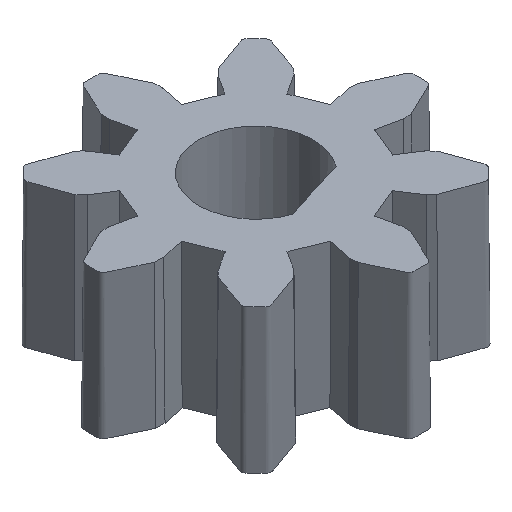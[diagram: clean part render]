
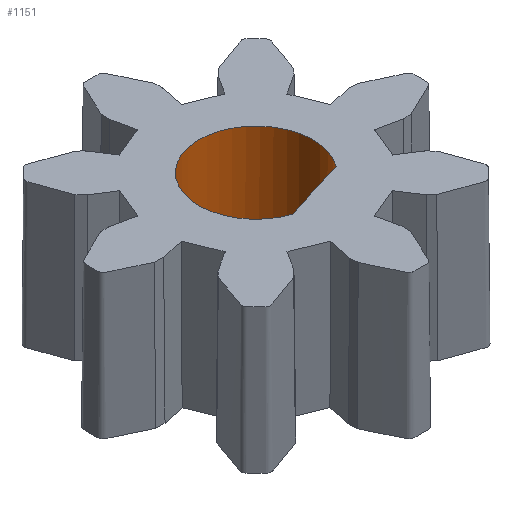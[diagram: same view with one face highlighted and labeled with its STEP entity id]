
A CAD part, isometric view. The second image highlights one B-rep face of the part: STEP entity #1151.
In plain terms, the highlighted cylindrical face has radius 2.393 mm (diameter 4.786 mm), a partial arc.
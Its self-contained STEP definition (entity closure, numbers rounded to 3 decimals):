
#304 = AXIS2_PLACEMENT_3D ( 'NONE', #2309, #2306, #2298 ) ;
#318 = VERTEX_POINT ( 'NONE', #922 ) ;
#319 = VERTEX_POINT ( 'NONE', #914 ) ;
#340 = EDGE_LOOP ( 'NONE', ( #1486, #1555, #1592, #1566, #886, #884 ) ) ;
#345 = DIRECTION ( 'NONE',  ( 0., 0., 1. ) ) ;
#349 = AXIS2_PLACEMENT_3D ( 'NONE', #1627, #1615, #1600 ) ;
#356 = CARTESIAN_POINT ( 'NONE',  ( -54.537, 8.694, -0.78 ) ) ;
#358 = CARTESIAN_POINT ( 'NONE',  ( -51.84, 9.53, -0.78 ) ) ;
#362 = DIRECTION ( 'NONE',  ( 0., 0., -1. ) ) ;
#435 = AXIS2_PLACEMENT_3D ( 'NONE', #2067, #2032, #2030 ) ;
#527 = CARTESIAN_POINT ( 'NONE',  ( -51.856, 9.509, 5.22 ) ) ;
#538 = CARTESIAN_POINT ( 'NONE',  ( -51.84, 9.53, 3.42 ) ) ;
#634 = CARTESIAN_POINT ( 'NONE',  ( -51.845, 9.523, 4.025 ) ) ;
#715 = CARTESIAN_POINT ( 'NONE',  ( -51.85, 9.516, 4.625 ) ) ;
#799 = EDGE_CURVE ( 'NONE', #318, #2378, #1989, .T. ) ;
#805 = EDGE_CURVE ( 'NONE', #2607, #319, #1983, .T. ) ;
#873 = CIRCLE ( 'NONE', #304, 2.393 ) ;
#884 = ORIENTED_EDGE ( 'NONE', *, *, #1657, .T. ) ;
#886 = ORIENTED_EDGE ( 'NONE', *, *, #959, .F. ) ;
#910 = EDGE_CURVE ( 'NONE', #319, #2533, #2180, .T. ) ;
#914 = CARTESIAN_POINT ( 'NONE',  ( -54.537, 8.694, 3.42 ) ) ;
#916 = CIRCLE ( 'NONE', #349, 2.393 ) ;
#922 = CARTESIAN_POINT ( 'NONE',  ( -51.84, 9.53, 3.42 ) ) ;
#959 = EDGE_CURVE ( 'NONE', #2265, #318, #2126, .T. ) ;
#1151 = ADVANCED_FACE ( 'NONE', ( #1459 ), #1451, .F. ) ;
#1346 = CARTESIAN_POINT ( 'NONE',  ( -54.537, 8.694, -0.78 ) ) ;
#1451 = CYLINDRICAL_SURFACE ( 'NONE', #435, 2.393 ) ;
#1459 = FACE_OUTER_BOUND ( 'NONE', #340, .T. ) ;
#1486 = ORIENTED_EDGE ( 'NONE', *, *, #910, .F. ) ;
#1555 = ORIENTED_EDGE ( 'NONE', *, *, #805, .F. ) ;
#1566 = ORIENTED_EDGE ( 'NONE', *, *, #799, .F. ) ;
#1592 = ORIENTED_EDGE ( 'NONE', *, *, #1797, .F. ) ;
#1598 = CARTESIAN_POINT ( 'NONE',  ( -54.511, 8.686, 5.22 ) ) ;
#1600 = DIRECTION ( 'NONE',  ( 1., 0., 0. ) ) ;
#1615 = DIRECTION ( 'NONE',  ( 0., 0., 1. ) ) ;
#1627 = CARTESIAN_POINT ( 'NONE',  ( -53.76, 10.958, 5.22 ) ) ;
#1657 = EDGE_CURVE ( 'NONE', #2265, #2533, #916, .T. ) ;
#1787 = CARTESIAN_POINT ( 'NONE',  ( -51.84, 9.53, -0.78 ) ) ;
#1797 = EDGE_CURVE ( 'NONE', #2378, #2607, #873, .T. ) ;
#1835 = CARTESIAN_POINT ( 'NONE',  ( -54.511, 8.686, 5.22 ) ) ;
#1836 = CARTESIAN_POINT ( 'NONE',  ( -51.856, 9.509, 5.22 ) ) ;
#1840 = CARTESIAN_POINT ( 'NONE',  ( -54.52, 8.688, 4.625 ) ) ;
#1898 = CARTESIAN_POINT ( 'NONE',  ( -54.537, 8.694, 3.42 ) ) ;
#1899 = CARTESIAN_POINT ( 'NONE',  ( -54.528, 8.691, 4.025 ) ) ;
#1966 = VECTOR ( 'NONE', #345, 1000. ) ;
#1981 = VECTOR ( 'NONE', #362, 1000. ) ;
#1983 = LINE ( 'NONE', #356, #1966 ) ;
#1989 = LINE ( 'NONE', #358, #1981 ) ;
#2030 = DIRECTION ( 'NONE',  ( 1., 0., 0. ) ) ;
#2032 = DIRECTION ( 'NONE',  ( 0., 0., 1. ) ) ;
#2067 = CARTESIAN_POINT ( 'NONE',  ( -53.76, 10.958, -0.78 ) ) ;
#2126 =( BOUNDED_CURVE ( )  B_SPLINE_CURVE ( 3, ( #527, #715, #634, #538 ),
 .UNSPECIFIED., .F., .F. ) 
 B_SPLINE_CURVE_WITH_KNOTS ( ( 4, 4 ),
 ( 0.62, 0.631 ),
 .UNSPECIFIED. ) 
 CURVE ( )  GEOMETRIC_REPRESENTATION_ITEM ( )  RATIONAL_B_SPLINE_CURVE ( ( 1., 1., 1., 1. ) ) 
 REPRESENTATION_ITEM ( '' )  );
#2180 =( BOUNDED_CURVE ( )  B_SPLINE_CURVE ( 3, ( #1898, #1899, #1840, #1835 ),
 .UNSPECIFIED., .F., .F. ) 
 B_SPLINE_CURVE_WITH_KNOTS ( ( 4, 4 ),
 ( 5.652, 5.663 ),
 .UNSPECIFIED. ) 
 CURVE ( )  GEOMETRIC_REPRESENTATION_ITEM ( )  RATIONAL_B_SPLINE_CURVE ( ( 1., 1., 1., 1. ) ) 
 REPRESENTATION_ITEM ( '' )  );
#2265 = VERTEX_POINT ( 'NONE', #1836 ) ;
#2298 = DIRECTION ( 'NONE',  ( 1., 0., 0. ) ) ;
#2306 = DIRECTION ( 'NONE',  ( 0., 0., 1. ) ) ;
#2309 = CARTESIAN_POINT ( 'NONE',  ( -53.76, 10.958, -0.78 ) ) ;
#2378 = VERTEX_POINT ( 'NONE', #1787 ) ;
#2533 = VERTEX_POINT ( 'NONE', #1598 ) ;
#2607 = VERTEX_POINT ( 'NONE', #1346 ) ;
